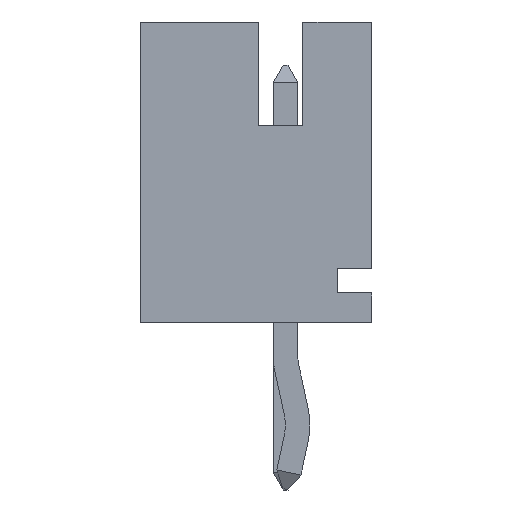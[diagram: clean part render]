
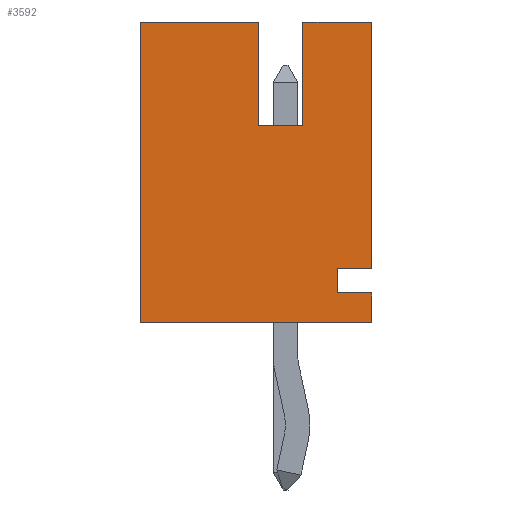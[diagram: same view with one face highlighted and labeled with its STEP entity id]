
A CAD part, left-side view. The second image highlights one B-rep face of the part: STEP entity #3592.
In plain terms, the highlighted planar face has unit normal (-1, 0, 0).
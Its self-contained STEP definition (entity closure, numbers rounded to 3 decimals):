
#432=ORIENTED_EDGE('',*,*,#1353,.F.);
#433=ORIENTED_EDGE('',*,*,#1354,.F.);
#434=ORIENTED_EDGE('',*,*,#1355,.F.);
#435=ORIENTED_EDGE('',*,*,#1356,.T.);
#436=ORIENTED_EDGE('',*,*,#1178,.T.);
#437=ORIENTED_EDGE('',*,*,#1305,.T.);
#438=ORIENTED_EDGE('',*,*,#1111,.T.);
#439=ORIENTED_EDGE('',*,*,#1357,.T.);
#440=ORIENTED_EDGE('',*,*,#1358,.T.);
#441=ORIENTED_EDGE('',*,*,#1359,.T.);
#442=ORIENTED_EDGE('',*,*,#1320,.T.);
#443=ORIENTED_EDGE('',*,*,#1317,.T.);
#1111=EDGE_CURVE('',#1621,#1620,#1956,.T.);
#1178=EDGE_CURVE('',#1687,#1686,#2023,.T.);
#1305=EDGE_CURVE('',#1686,#1621,#2150,.T.);
#1317=EDGE_CURVE('',#1773,#1772,#2162,.T.);
#1320=EDGE_CURVE('',#1775,#1773,#2165,.T.);
#1353=EDGE_CURVE('',#1802,#1772,#2198,.T.);
#1354=EDGE_CURVE('',#1803,#1802,#2199,.T.);
#1355=EDGE_CURVE('',#1804,#1803,#2200,.T.);
#1356=EDGE_CURVE('',#1804,#1687,#2201,.T.);
#1357=EDGE_CURVE('',#1620,#1805,#2202,.T.);
#1358=EDGE_CURVE('',#1805,#1806,#2203,.T.);
#1359=EDGE_CURVE('',#1806,#1775,#2204,.T.);
#1620=VERTEX_POINT('',#4895);
#1621=VERTEX_POINT('',#4897);
#1686=VERTEX_POINT('',#5029);
#1687=VERTEX_POINT('',#5031);
#1772=VERTEX_POINT('',#5300);
#1773=VERTEX_POINT('',#5302);
#1775=VERTEX_POINT('',#5308);
#1802=VERTEX_POINT('',#5372);
#1803=VERTEX_POINT('',#5374);
#1804=VERTEX_POINT('',#5376);
#1805=VERTEX_POINT('',#5379);
#1806=VERTEX_POINT('',#5381);
#1956=LINE('',#4896,#2459);
#2023=LINE('',#5030,#2526);
#2150=LINE('',#5276,#2653);
#2162=LINE('',#5301,#2665);
#2165=LINE('',#5307,#2668);
#2198=LINE('',#5371,#2701);
#2199=LINE('',#5373,#2702);
#2200=LINE('',#5375,#2703);
#2201=LINE('',#5377,#2704);
#2202=LINE('',#5378,#2705);
#2203=LINE('',#5380,#2706);
#2204=LINE('',#5382,#2707);
#2459=VECTOR('',#3981,1000.);
#2526=VECTOR('',#4050,1000.);
#2653=VECTOR('',#4259,1000.);
#2665=VECTOR('',#4281,1000.);
#2668=VECTOR('',#4286,1000.);
#2701=VECTOR('',#4327,1000.);
#2702=VECTOR('',#4328,1000.);
#2703=VECTOR('',#4329,1000.);
#2704=VECTOR('',#4330,1000.);
#2705=VECTOR('',#4331,1000.);
#2706=VECTOR('',#4332,1000.);
#2707=VECTOR('',#4333,1000.);
#3015=EDGE_LOOP('',(#432,#433,#434,#435,#436,#437,#438,#439,#440,#441,#442,
#443));
#3220=FACE_BOUND('',#3015,.T.);
#3413=PLANE('',#3813);
#3592=ADVANCED_FACE('',(#3220),#3413,.T.);
#3813=AXIS2_PLACEMENT_3D('',#5370,#4325,#4326);
#3981=DIRECTION('',(0.,0.,1.));
#4050=DIRECTION('',(0.,0.,-1.));
#4259=DIRECTION('',(0.,-1.,0.));
#4281=DIRECTION('',(0.,1.,0.));
#4286=DIRECTION('',(0.,0.,1.));
#4325=DIRECTION('',(-1.,0.,0.));
#4326=DIRECTION('',(0.,0.,1.));
#4327=DIRECTION('',(0.,0.,1.));
#4328=DIRECTION('',(0.,-1.,0.));
#4329=DIRECTION('',(0.,0.,-1.));
#4330=DIRECTION('',(0.,1.,0.));
#4331=DIRECTION('',(0.,1.,0.));
#4332=DIRECTION('',(0.,0.,1.));
#4333=DIRECTION('',(0.,-1.,0.));
#4895=CARTESIAN_POINT('',(-10.,-2.35,-2.45));
#4896=CARTESIAN_POINT('',(-10.,-2.35,-3.05));
#4897=CARTESIAN_POINT('',(-10.,-2.35,-3.05));
#5029=CARTESIAN_POINT('',(-10.,2.35,-3.05));
#5030=CARTESIAN_POINT('',(-10.,2.35,3.05));
#5031=CARTESIAN_POINT('',(-10.,2.35,3.05));
#5276=CARTESIAN_POINT('',(-10.,2.35,-3.05));
#5300=CARTESIAN_POINT('',(-10.,-0.95,3.05));
#5301=CARTESIAN_POINT('',(-10.,-2.35,3.05));
#5302=CARTESIAN_POINT('',(-10.,-2.35,3.05));
#5307=CARTESIAN_POINT('',(-10.,-2.35,-3.05));
#5308=CARTESIAN_POINT('',(-10.,-2.35,-1.95));
#5370=CARTESIAN_POINT('',(-10.,0.,0.));
#5371=CARTESIAN_POINT('',(-10.,-0.95,0.95));
#5372=CARTESIAN_POINT('',(-10.,-0.95,0.95));
#5373=CARTESIAN_POINT('',(-10.,-0.05,0.95));
#5374=CARTESIAN_POINT('',(-10.,-0.05,0.95));
#5375=CARTESIAN_POINT('',(-10.,-0.05,3.05));
#5376=CARTESIAN_POINT('',(-10.,-0.05,3.05));
#5377=CARTESIAN_POINT('',(-10.,-2.35,3.05));
#5378=CARTESIAN_POINT('',(-10.,0.,-2.45));
#5379=CARTESIAN_POINT('',(-10.,-1.65,-2.45));
#5380=CARTESIAN_POINT('',(-10.,-1.65,0.));
#5381=CARTESIAN_POINT('',(-10.,-1.65,-1.95));
#5382=CARTESIAN_POINT('',(-10.,0.,-1.95));
